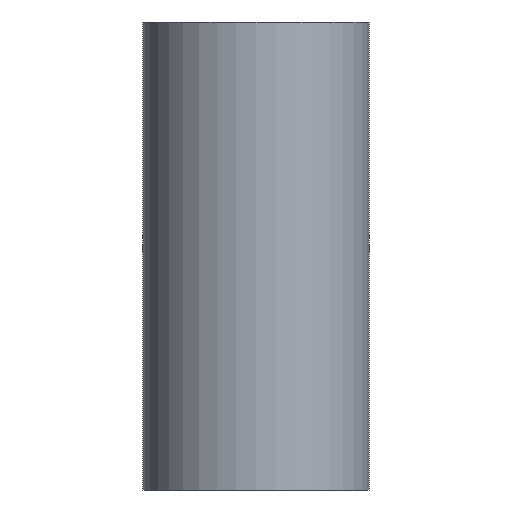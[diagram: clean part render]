
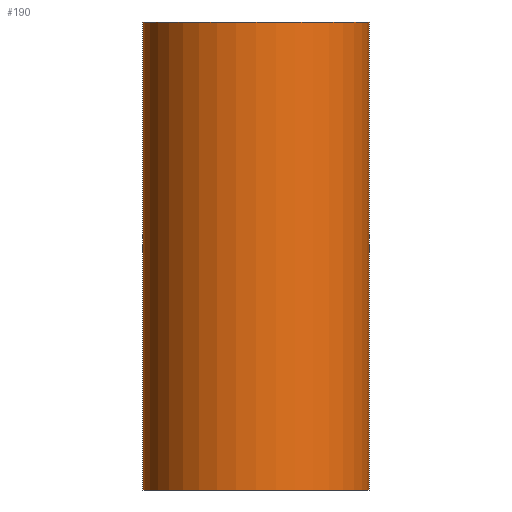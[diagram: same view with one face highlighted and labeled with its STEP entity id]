
A CAD part, front view. The second image highlights one B-rep face of the part: STEP entity #190.
In plain terms, the highlighted cylindrical face has radius 73.66 mm (diameter 147.32 mm), a full revolution.
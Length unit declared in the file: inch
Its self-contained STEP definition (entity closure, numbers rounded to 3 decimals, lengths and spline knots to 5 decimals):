
#96 = CARTESIAN_POINT ( 'NONE',  ( 0., 0., 12. ) ) ;
#190 = ADVANCED_FACE ( 'NONE', ( #263, #941 ), #1627, .T. ) ;
#221 = EDGE_LOOP ( 'NONE', ( #291 ) ) ;
#235 = CARTESIAN_POINT ( 'NONE',  ( 0., 0., 0. ) ) ;
#263 = FACE_OUTER_BOUND ( 'NONE', #221, .T. ) ;
#291 = ORIENTED_EDGE ( 'NONE', *, *, #790, .F. ) ;
#416 = ORIENTED_EDGE ( 'NONE', *, *, #2064, .T. ) ;
#526 = DIRECTION ( 'NONE',  ( 0., 0., 1. ) ) ;
#626 = CIRCLE ( 'NONE', #1600, 2.9 ) ;
#630 = VERTEX_POINT ( 'NONE', #1311 ) ;
#778 = DIRECTION ( 'NONE',  ( 0., 0., -1. ) ) ;
#790 = EDGE_CURVE ( 'NONE', #1484, #1484, #908, .T. ) ;
#846 = AXIS2_PLACEMENT_3D ( 'NONE', #96, #778, #1457 ) ;
#908 = CIRCLE ( 'NONE', #1877, 2.9 ) ;
#914 = DIRECTION ( 'NONE',  ( 0., 0., 1. ) ) ;
#941 = FACE_OUTER_BOUND ( 'NONE', #1338, .T. ) ;
#1207 = DIRECTION ( 'NONE',  ( 1., 0., 0. ) ) ;
#1311 = CARTESIAN_POINT ( 'NONE',  ( 2.9, 0., 0. ) ) ;
#1338 = EDGE_LOOP ( 'NONE', ( #416 ) ) ;
#1457 = DIRECTION ( 'NONE',  ( -1., 0., 0. ) ) ;
#1484 = VERTEX_POINT ( 'NONE', #2165 ) ;
#1600 = AXIS2_PLACEMENT_3D ( 'NONE', #235, #914, #1602 ) ;
#1602 = DIRECTION ( 'NONE',  ( 1., 0., 0. ) ) ;
#1627 = CYLINDRICAL_SURFACE ( 'NONE', #846, 2.9 ) ;
#1877 = AXIS2_PLACEMENT_3D ( 'NONE', #2067, #526, #1207 ) ;
#2064 = EDGE_CURVE ( 'NONE', #630, #630, #626, .T. ) ;
#2067 = CARTESIAN_POINT ( 'NONE',  ( 0., 0., 12. ) ) ;
#2165 = CARTESIAN_POINT ( 'NONE',  ( 2.9, 0., 12. ) ) ;
